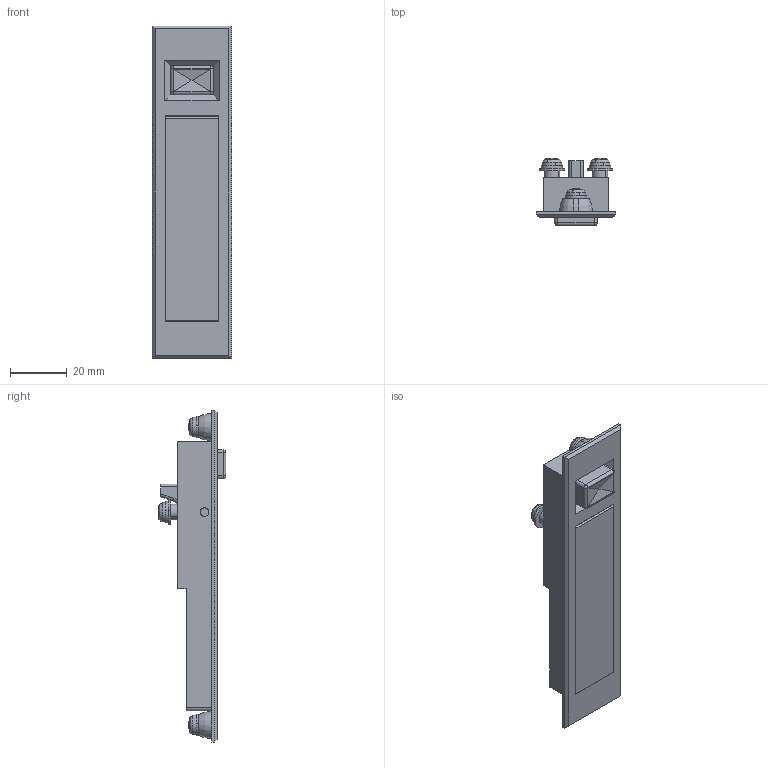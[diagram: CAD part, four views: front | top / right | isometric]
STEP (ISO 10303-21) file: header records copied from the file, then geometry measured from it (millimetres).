
FILE_DESCRIPTION( (''), '2;1');
FILE_NAME ('PC009.4448.THA_276_2H_19704.stp','2025-08-25T14:23:53',(''),(''),'spGate 19.8.4 (****-****-****-****)','','');
FILE_SCHEMA (('AUTOMOTIVE_DESIGN'));
Length unit declared in the file: millimetre
Products named in the file (8): Assembly; screw_A; screw_B; bracket; housing; handle; cover; bouton
Assembly tree (10 placements, depth 2):
  Assembly
    screw_A  x2
    screw_B  x2
    bracket  x2
    housing
    handle
    cover
    bouton
Bounding box: 28 x 23.85 x 117 mm (x, y, z)
Volume: 25472 mm3; surface area: 19999.3 mm2
Topology: 10 solids, 10 shells, 342 faces, 964 edges, 659 vertices
Faces by surface type: plane 214, cylinder 84, bspline 44
Entity records: 14915 total; most frequent: CARTESIAN_POINT 2038, ORIENTED_EDGE 1474, DIRECTION 1458, COLOUR_RGB 1008, PRESENTATION_STYLE_ASSIGNMENT 1008, STYLED_ITEM 1008, EDGE_CURVE 737, DRAUGHTING_PRE_DEFINED_CURVE_FONT 737
